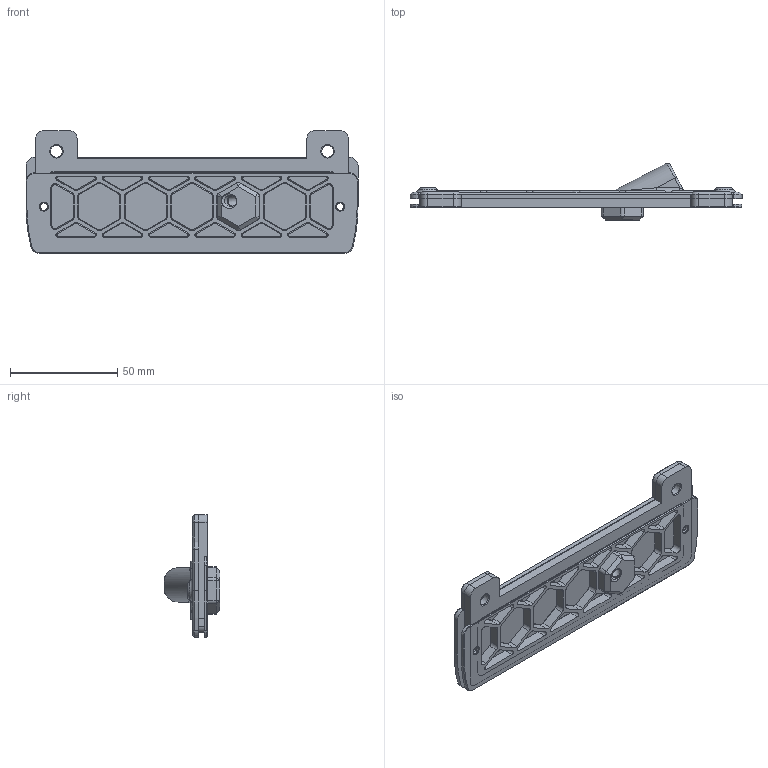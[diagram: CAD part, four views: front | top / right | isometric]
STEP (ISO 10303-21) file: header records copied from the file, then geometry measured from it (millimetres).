
FILE_DESCRIPTION(/* description */ (''),/* implementation_level */ '2;1');
FILE_NAME(/* name */ 'exhaust_cover_v2.step',/* time_stamp */ '2023-08-23T09:23:13+02:00',/* author */ (''),/* organization */ (''),/* preprocessor_version */ 'ST-DEVELOPER v20',/* originating_system */ 'Autodesk Translation Framework v12.9.0.99',/* authorisation */ '');
FILE_SCHEMA (('AUTOMOTIVE_DESIGN { 1 0 10303 214 3 1 1 }'));
Length unit declared in the file: millimetre
Products named in the file (5): exhaust_Cover; Grill_cover; Exhaust Grill; Exhaust Mount (1); ptfe_guide
Assembly tree (4 placements, depth 2):
  exhaust_Cover
    Grill_cover
    Exhaust Grill
    Exhaust Mount (1)
    ptfe_guide
Bounding box: 154.8 x 26.1 x 57.2 mm (x, y, z)
Volume: 43344.9 mm3; surface area: 37691.2 mm2
Topology: 4 solids, 4 shells, 727 faces, 1964 edges, 1271 vertices
Faces by surface type: plane 371, cone 190, cylinder 141, bspline 18, torus 7
Full cylindrical faces by diameter (mm): 3.3 x2, 3.4 x2, 4.6 x3, 4.7 x1, 5.441 x1, 5.5 x2, 6.3 x2, 6.473 x1
Entity records: 26089 total; most frequent: CARTESIAN_POINT 7223, DIRECTION 3957, ORIENTED_EDGE 3912, EDGE_CURVE 1956, AXIS2_PLACEMENT_3D 1367, VERTEX_POINT 1271, LINE 1223, VECTOR 1223
